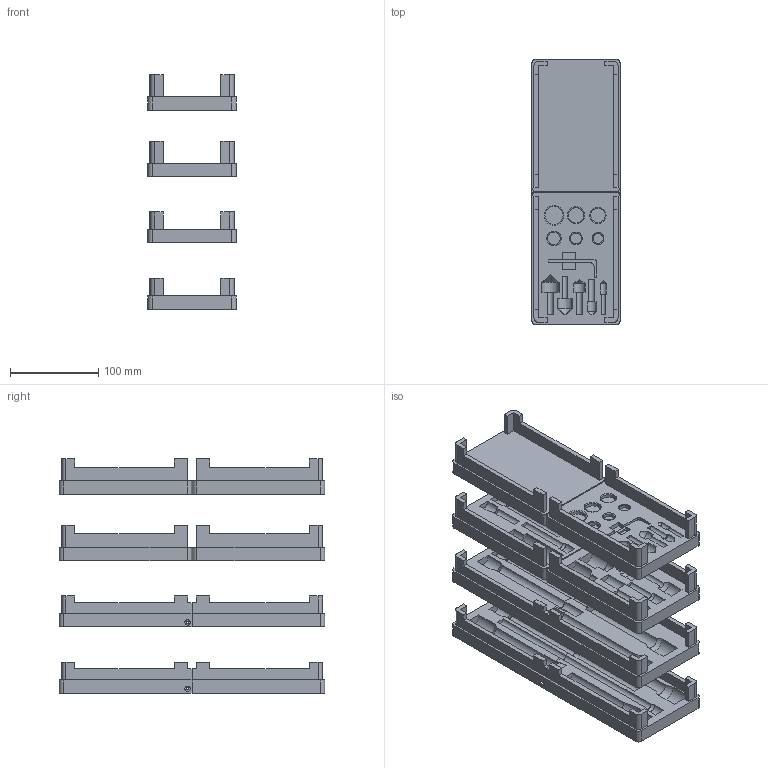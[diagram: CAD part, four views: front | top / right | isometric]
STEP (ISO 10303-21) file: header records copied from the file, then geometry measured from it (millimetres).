
FILE_DESCRIPTION(/* description */ (''),/* implementation_level */ '2;1');
FILE_NAME(/* name */ 'extensionstorage.step',/* time_stamp */ '2021-03-22T14:26:35-05:00',/* author */ (''),/* organization */ (''),/* preprocessor_version */ 'ST-DEVELOPER v18.1',/* originating_system */ 'Autodesk Translation Framework v9.10.0.1330',/* authorisation */ '');
FILE_SCHEMA (('AUTOMOTIVE_DESIGN { 1 0 10303 214 3 1 1 }'));
Length unit declared in the file: millimetre
Products named in the file (1): extensionstorage
Bounding box: 100 x 300 x 265 mm (x, y, z)
Volume: 1566365.6 mm3; surface area: 472478.9 mm2
Topology: 8 solids, 8 shells, 856 faces, 2385 edges, 1585 vertices
Faces by surface type: plane 410, cylinder 404, cone 27, bspline 9, torus 6
Full cylindrical faces by diameter (mm): 2.529 x58, 3.086 x31, 6 x8, 11.4 x1, 12.4 x1, 14.4 x1, 16.4 x1, 17.4 x1, 20.4 x1
Entity records: 41037 total; most frequent: CARTESIAN_POINT 19653, ORIENTED_EDGE 4760, DIRECTION 3913, EDGE_CURVE 2380, VERTEX_POINT 1585, LINE 1511, VECTOR 1511, AXIS2_PLACEMENT_3D 1201
